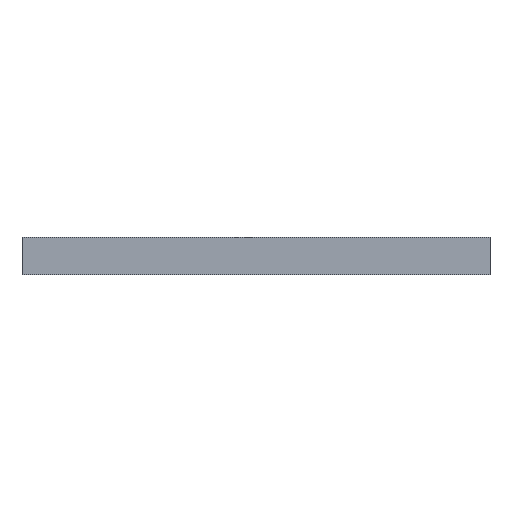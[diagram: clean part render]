
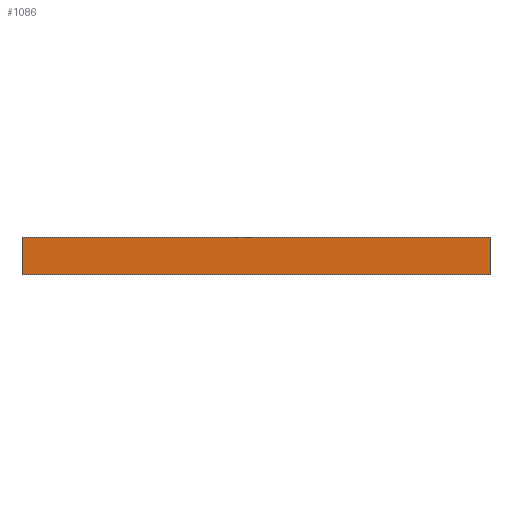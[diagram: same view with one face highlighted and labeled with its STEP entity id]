
A CAD part, front view. The second image highlights one B-rep face of the part: STEP entity #1086.
In plain terms, the highlighted planar face has unit normal (0, -1, 0).
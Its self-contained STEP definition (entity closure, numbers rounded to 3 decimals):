
#41=PLANE('',#1218);
#102=FACE_OUTER_BOUND('',#160,.T.);
#160=EDGE_LOOP('',(#969,#970,#971,#972));
#199=LINE('',#1689,#299);
#243=LINE('',#1838,#343);
#247=LINE('',#1844,#347);
#261=LINE('',#1875,#361);
#299=VECTOR('',#1351,10.);
#343=VECTOR('',#1501,10.);
#347=VECTOR('',#1507,10.);
#361=VECTOR('',#1547,10.);
#470=VERTEX_POINT('',#1686);
#471=VERTEX_POINT('',#1688);
#522=VERTEX_POINT('',#1835);
#523=VERTEX_POINT('',#1837);
#591=EDGE_CURVE('',#471,#470,#199,.T.);
#665=EDGE_CURVE('',#522,#523,#243,.T.);
#669=EDGE_CURVE('',#471,#522,#247,.T.);
#685=EDGE_CURVE('',#470,#523,#261,.T.);
#969=ORIENTED_EDGE('',*,*,#685,.T.);
#970=ORIENTED_EDGE('',*,*,#665,.F.);
#971=ORIENTED_EDGE('',*,*,#669,.F.);
#972=ORIENTED_EDGE('',*,*,#591,.T.);
#1086=ADVANCED_FACE('',(#102),#41,.T.);
#1218=AXIS2_PLACEMENT_3D('',#1876,#1548,#1549);
#1351=DIRECTION('',(1.,0.,0.));
#1501=DIRECTION('',(1.,0.,0.));
#1507=DIRECTION('',(0.,0.,1.));
#1547=DIRECTION('',(0.,0.,1.));
#1548=DIRECTION('center_axis',(0.,-1.,0.));
#1549=DIRECTION('ref_axis',(1.,0.,0.));
#1686=CARTESIAN_POINT('',(69.8,-4.843,-3.));
#1688=CARTESIAN_POINT('',(-5.,-4.843,-3.));
#1689=CARTESIAN_POINT('',(-5.,-4.843,-3.));
#1835=CARTESIAN_POINT('',(-5.,-4.843,3.));
#1837=CARTESIAN_POINT('',(69.8,-4.843,3.));
#1838=CARTESIAN_POINT('',(-5.,-4.843,3.));
#1844=CARTESIAN_POINT('',(-5.,-4.843,0.));
#1875=CARTESIAN_POINT('',(69.8,-4.843,0.));
#1876=CARTESIAN_POINT('Origin',(-5.,-4.843,0.));
